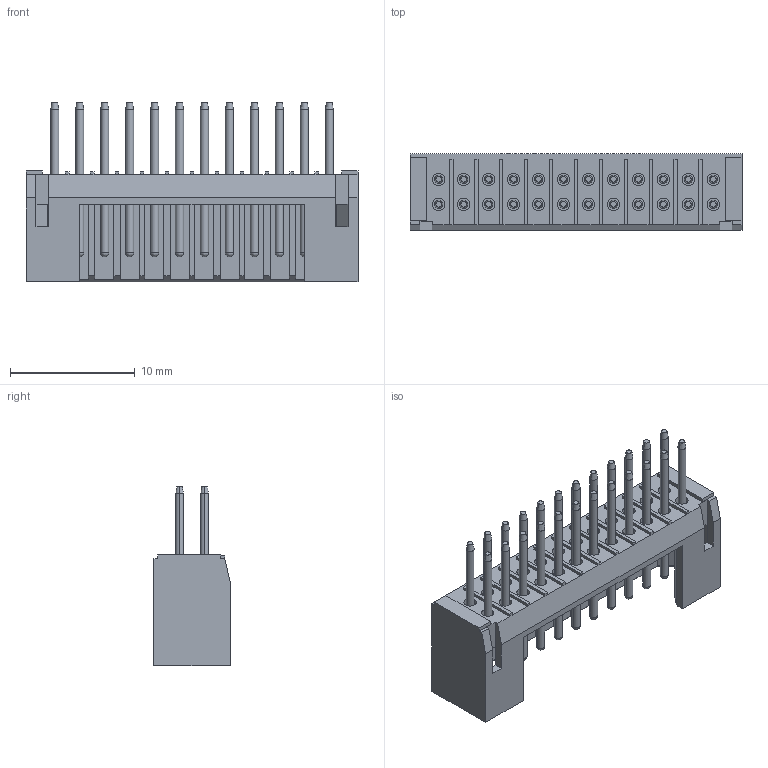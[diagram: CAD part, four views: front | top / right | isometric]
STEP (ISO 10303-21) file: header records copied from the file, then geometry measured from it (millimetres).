
FILE_DESCRIPTION (( 'STEP AP214' ), '1' );
FILE_NAME ('F3JL24-S24SD000-01-REF .STEP', '2026-04-21T06:18:55', ( '' ), ( '' ), 'SwSTEP 2.0', 'SolidWorks 2021', '' );
FILE_SCHEMA (( 'AUTOMOTIVE_DESIGN' ));
Length unit declared in the file: millimetre
Products named in the file (1): F3JL24-S24SD000-01-REF 
Bounding box: 26.6 x 6.1 x 14.4 mm (x, y, z)
Volume: 660.5 mm3; surface area: 1663.9 mm2
Topology: 1 solids, 1 shells, 444 faces, 1114 edges, 692 vertices
Faces by surface type: plane 204, cylinder 144, sphere 48, cone 48
Entity records: 12536 total; most frequent: DIRECTION 2292, CARTESIAN_POINT 2107, ORIENTED_EDGE 2036, EDGE_CURVE 1018, AXIS2_PLACEMENT_3D 829, VERTEX_POINT 644, VECTOR 634, LINE 634
